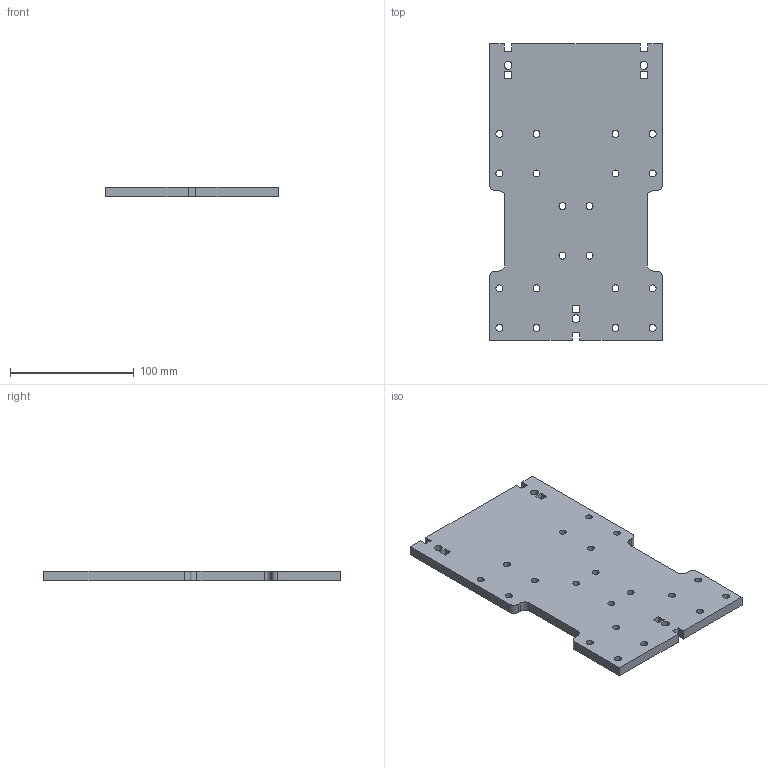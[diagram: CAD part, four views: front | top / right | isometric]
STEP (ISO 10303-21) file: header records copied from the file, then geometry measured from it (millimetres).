
FILE_DESCRIPTION(/* description */ (''),/* implementation_level */ '2;1');
FILE_NAME(/* name */ 'CNC_X_Nut_V5_240 v2.step',/* time_stamp */ '2021-04-11T08:24:32+02:00',/* author */ (''),/* organization */ (''),/* preprocessor_version */ 'ST-DEVELOPER v18.1',/* originating_system */ 'Autodesk Translation Framework v10.6.0.1341',/* authorisation */ '');
FILE_SCHEMA (('AUTOMOTIVE_DESIGN { 1 0 10303 214 3 1 1 }'));
Length unit declared in the file: millimetre
Products named in the file (1): CNC_X_Nut_V5_240
Bounding box: 140 x 240 x 8 mm (x, y, z)
Volume: 249242 mm3; surface area: 72843.4 mm2
Topology: 1 solids, 1 shells, 69 faces, 201 edges, 134 vertices
Faces by surface type: plane 38, cylinder 31
Full cylindrical faces by diameter (mm): 5.6 x20, 6.4 x3
Entity records: 2434 total; most frequent: CARTESIAN_POINT 405, DIRECTION 403, ORIENTED_EDGE 402, EDGE_CURVE 201, LINE 139, VECTOR 139, VERTEX_POINT 134, AXIS2_PLACEMENT_3D 132
